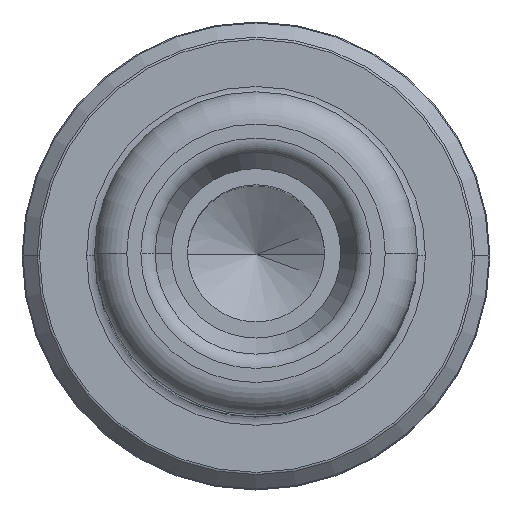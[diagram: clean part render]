
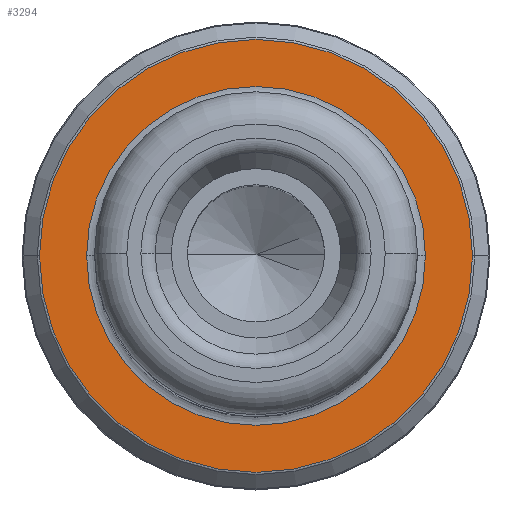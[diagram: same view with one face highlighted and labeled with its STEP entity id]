
A CAD part, top view. The second image highlights one B-rep face of the part: STEP entity #3294.
In plain terms, the highlighted planar face has unit normal (0, 0, 1).
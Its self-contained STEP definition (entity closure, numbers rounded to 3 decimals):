
#43 = VERTEX_POINT ( 'NONE', #102 ) ;
#102 = CARTESIAN_POINT ( 'NONE',  ( -13.417, 0., 20. ) ) ;
#188 = CIRCLE ( 'NONE', #1218, 10.5 ) ;
#218 = FACE_OUTER_BOUND ( 'NONE', #3351, .T. ) ;
#361 = DIRECTION ( 'NONE',  ( -1., 0., 0. ) ) ;
#375 = EDGE_LOOP ( 'NONE', ( #2746, #869 ) ) ;
#592 = EDGE_CURVE ( 'NONE', #3877, #904, #188, .T. ) ;
#777 = DIRECTION ( 'NONE',  ( 1., 0., 0. ) ) ;
#791 = ORIENTED_EDGE ( 'NONE', *, *, #982, .T. ) ;
#857 = DIRECTION ( 'NONE',  ( -1., 0., 0. ) ) ;
#869 = ORIENTED_EDGE ( 'NONE', *, *, #3449, .T. ) ;
#888 = CARTESIAN_POINT ( 'NONE',  ( 0., 0., 20. ) ) ;
#904 = VERTEX_POINT ( 'NONE', #2544 ) ;
#970 = CIRCLE ( 'NONE', #1486, 13.417 ) ;
#982 = EDGE_CURVE ( 'NONE', #43, #3097, #970, .T. ) ;
#1179 = DIRECTION ( 'NONE',  ( 1., 0., 0. ) ) ;
#1218 = AXIS2_PLACEMENT_3D ( 'NONE', #3921, #3592, #857 ) ;
#1250 = DIRECTION ( 'NONE',  ( 0., 0., -1. ) ) ;
#1370 = DIRECTION ( 'NONE',  ( 0., 0., 1. ) ) ;
#1397 = CARTESIAN_POINT ( 'NONE',  ( -10.5, 0., 20. ) ) ;
#1459 = CARTESIAN_POINT ( 'NONE',  ( 0., 0., 20. ) ) ;
#1486 = AXIS2_PLACEMENT_3D ( 'NONE', #2561, #1370, #777 ) ;
#1494 = CIRCLE ( 'NONE', #3980, 13.417 ) ;
#1733 = AXIS2_PLACEMENT_3D ( 'NONE', #1459, #3004, #2684 ) ;
#1791 = CIRCLE ( 'NONE', #2570, 10.5 ) ;
#1887 = CARTESIAN_POINT ( 'NONE',  ( 0., 0., 20. ) ) ;
#2424 = PLANE ( 'NONE',  #1733 ) ;
#2544 = CARTESIAN_POINT ( 'NONE',  ( 10.5, 0., 20. ) ) ;
#2561 = CARTESIAN_POINT ( 'NONE',  ( 0., 0., 20. ) ) ;
#2570 = AXIS2_PLACEMENT_3D ( 'NONE', #1887, #1250, #361 ) ;
#2598 = CARTESIAN_POINT ( 'NONE',  ( 13.417, 0., 20. ) ) ;
#2657 = EDGE_CURVE ( 'NONE', #3097, #43, #1494, .T. ) ;
#2684 = DIRECTION ( 'NONE',  ( 1., 0., 0. ) ) ;
#2746 = ORIENTED_EDGE ( 'NONE', *, *, #592, .T. ) ;
#3004 = DIRECTION ( 'NONE',  ( 0., 0., 1. ) ) ;
#3097 = VERTEX_POINT ( 'NONE', #2598 ) ;
#3271 = ORIENTED_EDGE ( 'NONE', *, *, #2657, .T. ) ;
#3294 = ADVANCED_FACE ( 'NONE', ( #3643, #218 ), #2424, .T. ) ;
#3351 = EDGE_LOOP ( 'NONE', ( #3271, #791 ) ) ;
#3449 = EDGE_CURVE ( 'NONE', #904, #3877, #1791, .T. ) ;
#3592 = DIRECTION ( 'NONE',  ( 0., 0., -1. ) ) ;
#3643 = FACE_BOUND ( 'NONE', #375, .T. ) ;
#3877 = VERTEX_POINT ( 'NONE', #1397 ) ;
#3921 = CARTESIAN_POINT ( 'NONE',  ( 0., 0., 20. ) ) ;
#3980 = AXIS2_PLACEMENT_3D ( 'NONE', #888, #4012, #1179 ) ;
#4012 = DIRECTION ( 'NONE',  ( 0., 0., 1. ) ) ;
